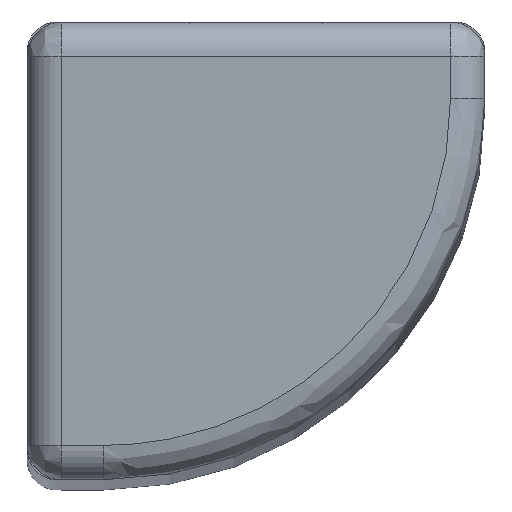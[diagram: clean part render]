
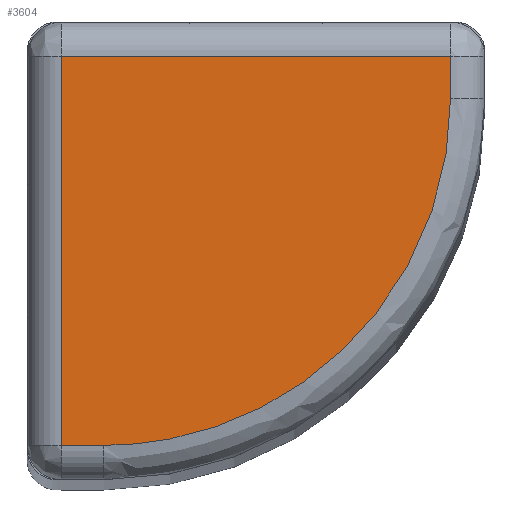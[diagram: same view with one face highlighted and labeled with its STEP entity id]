
A CAD part, top view. The second image highlights one B-rep face of the part: STEP entity #3604.
In plain terms, the highlighted planar face has unit normal (0, 0, 1).
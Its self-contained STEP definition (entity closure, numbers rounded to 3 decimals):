
#681 = CYLINDRICAL_SURFACE('',#682,3.);
#682 = AXIS2_PLACEMENT_3D('',#683,#684,#685);
#683 = CARTESIAN_POINT('',(17.,-17.,1.));
#684 = DIRECTION('',(0.,1.,0.));
#685 = DIRECTION('',(1.,0.,-0.));
#1062 = CYLINDRICAL_SURFACE('',#1063,3.);
#1063 = AXIS2_PLACEMENT_3D('',#1064,#1065,#1066);
#1064 = CARTESIAN_POINT('',(17.,17.,1.));
#1065 = DIRECTION('',(-1.,0.,0.));
#1066 = DIRECTION('',(0.,1.,0.));
#1215 = VERTEX_POINT('',#1216);
#1216 = CARTESIAN_POINT('',(17.,17.,4.));
#1871 = VERTEX_POINT('',#1872);
#1872 = CARTESIAN_POINT('',(17.,-17.,4.));
#1918 = EDGE_CURVE('',#1215,#1871,#1919,.T.);
#1919 = SURFACE_CURVE('',#1920,(#1924,#1931),.PCURVE_S1.);
#1920 = LINE('',#1921,#1922);
#1921 = CARTESIAN_POINT('',(17.,-17.,4.));
#1922 = VECTOR('',#1923,1.);
#1923 = DIRECTION('',(0.,-1.,-0.));
#1924 = PCURVE('',#681,#1925);
#1925 = DEFINITIONAL_REPRESENTATION('',(#1926),#1930);
#1926 = LINE('',#1927,#1928);
#1927 = CARTESIAN_POINT('',(4.712,0.));
#1928 = VECTOR('',#1929,1.);
#1929 = DIRECTION('',(0.,-1.));
#1930 = ( GEOMETRIC_REPRESENTATION_CONTEXT(2) 
PARAMETRIC_REPRESENTATION_CONTEXT() REPRESENTATION_CONTEXT('2D SPACE',''
  ) );
#1931 = PCURVE('',#1932,#1937);
#1932 = PLANE('',#1933);
#1933 = AXIS2_PLACEMENT_3D('',#1934,#1935,#1936);
#1934 = CARTESIAN_POINT('',(2.548,-2.548,4.));
#1935 = DIRECTION('',(0.,0.,1.));
#1936 = DIRECTION('',(0.,-1.,0.));
#1937 = DEFINITIONAL_REPRESENTATION('',(#1938),#1942);
#1938 = LINE('',#1939,#1940);
#1939 = CARTESIAN_POINT('',(14.452,14.452));
#1940 = VECTOR('',#1941,1.);
#1941 = DIRECTION('',(1.,0.));
#1942 = ( GEOMETRIC_REPRESENTATION_CONTEXT(2) 
PARAMETRIC_REPRESENTATION_CONTEXT() REPRESENTATION_CONTEXT('2D SPACE',''
  ) );
#2585 = ( BOUNDED_SURFACE() B_SPLINE_SURFACE(3,3,(
    (#2586,#2587,#2588,#2589)
    ,(#2590,#2591,#2592,#2593)
    ,(#2594,#2595,#2596,#2597)
    ,(#2598,#2599,#2600,#2601
)),.UNSPECIFIED.,.F.,.F.,.F.) B_SPLINE_SURFACE_WITH_KNOTS((4,4),(4,4),(
    0.,1.),(0.,1.),.PIECEWISE_BEZIER_KNOTS.) 
GEOMETRIC_REPRESENTATION_ITEM() RATIONAL_B_SPLINE_SURFACE((
    (1.,0.805,0.805,1.)
    ,(0.805,0.648,0.648,0.805)
    ,(0.805,0.648,0.648,0.805)
,(1.,0.805,0.805,1.
))) REPRESENTATION_ITEM('') SURFACE() );
#2586 = CARTESIAN_POINT('',(-20.,-13.3,1.));
#2587 = CARTESIAN_POINT('',(-20.,6.207,1.));
#2588 = CARTESIAN_POINT('',(-6.207,20.,1.));
#2589 = CARTESIAN_POINT('',(13.3,20.,1.));
#2590 = CARTESIAN_POINT('',(-20.,-13.3,2.757));
#2591 = CARTESIAN_POINT('',(-20.,6.207,2.757));
#2592 = CARTESIAN_POINT('',(-6.207,20.,2.757));
#2593 = CARTESIAN_POINT('',(13.3,20.,2.757));
#2594 = CARTESIAN_POINT('',(-18.757,-13.3,4.));
#2595 = CARTESIAN_POINT('',(-18.757,5.479,4.));
#2596 = CARTESIAN_POINT('',(-5.479,18.757,4.));
#2597 = CARTESIAN_POINT('',(13.3,18.757,4.));
#2598 = CARTESIAN_POINT('',(-17.,-13.3,4.));
#2599 = CARTESIAN_POINT('',(-17.,4.449,4.));
#2600 = CARTESIAN_POINT('',(-4.449,17.,4.));
#2601 = CARTESIAN_POINT('',(13.3,17.,4.));
#2638 = VERTEX_POINT('',#2639);
#2639 = CARTESIAN_POINT('',(13.3,17.,4.));
#2683 = EDGE_CURVE('',#2638,#1215,#2684,.T.);
#2684 = SURFACE_CURVE('',#2685,(#2689,#2696),.PCURVE_S1.);
#2685 = LINE('',#2686,#2687);
#2686 = CARTESIAN_POINT('',(17.,17.,4.));
#2687 = VECTOR('',#2688,1.);
#2688 = DIRECTION('',(1.,0.,0.));
#2689 = PCURVE('',#1062,#2690);
#2690 = DEFINITIONAL_REPRESENTATION('',(#2691),#2695);
#2691 = LINE('',#2692,#2693);
#2692 = CARTESIAN_POINT('',(4.712,0.));
#2693 = VECTOR('',#2694,1.);
#2694 = DIRECTION('',(0.,-1.));
#2695 = ( GEOMETRIC_REPRESENTATION_CONTEXT(2) 
PARAMETRIC_REPRESENTATION_CONTEXT() REPRESENTATION_CONTEXT('2D SPACE',''
  ) );
#2696 = PCURVE('',#1932,#2697);
#2697 = DEFINITIONAL_REPRESENTATION('',(#2698),#2702);
#2698 = LINE('',#2699,#2700);
#2699 = CARTESIAN_POINT('',(-19.548,14.452));
#2700 = VECTOR('',#2701,1.);
#2701 = DIRECTION('',(0.,1.));
#2702 = ( GEOMETRIC_REPRESENTATION_CONTEXT(2) 
PARAMETRIC_REPRESENTATION_CONTEXT() REPRESENTATION_CONTEXT('2D SPACE',''
  ) );
#3268 = CYLINDRICAL_SURFACE('',#3269,3.);
#3269 = AXIS2_PLACEMENT_3D('',#3270,#3271,#3272);
#3270 = CARTESIAN_POINT('',(-17.,-17.,1.));
#3271 = DIRECTION('',(1.,0.,0.));
#3272 = DIRECTION('',(0.,-1.,-0.));
#3604 = ADVANCED_FACE('',(#3605),#1932,.T.);
#3605 = FACE_BOUND('',#3606,.T.);
#3606 = EDGE_LOOP('',(#3607,#3608,#3633,#3661,#3682));
#3607 = ORIENTED_EDGE('',*,*,#2683,.F.);
#3608 = ORIENTED_EDGE('',*,*,#3609,.F.);
#3609 = EDGE_CURVE('',#3610,#2638,#3612,.T.);
#3610 = VERTEX_POINT('',#3611);
#3611 = CARTESIAN_POINT('',(-17.,-13.3,4.));
#3612 = SURFACE_CURVE('',#3613,(#3618,#3626),.PCURVE_S1.);
#3613 = ( BOUNDED_CURVE() B_SPLINE_CURVE(3,(#3614,#3615,#3616,#3617),
.UNSPECIFIED.,.F.,.F.) B_SPLINE_CURVE_WITH_KNOTS((4,4),(0.,1.),
.PIECEWISE_BEZIER_KNOTS.) CURVE() GEOMETRIC_REPRESENTATION_ITEM() 
RATIONAL_B_SPLINE_CURVE((1.,0.805,0.805,1.)) 
REPRESENTATION_ITEM('') );
#3614 = CARTESIAN_POINT('',(-17.,-13.3,4.));
#3615 = CARTESIAN_POINT('',(-17.,4.449,4.));
#3616 = CARTESIAN_POINT('',(-4.449,17.,4.));
#3617 = CARTESIAN_POINT('',(13.3,17.,4.));
#3618 = PCURVE('',#1932,#3619);
#3619 = DEFINITIONAL_REPRESENTATION('',(#3620),#3625);
#3620 = ( BOUNDED_CURVE() B_SPLINE_CURVE(3,(#3621,#3622,#3623,#3624),
.UNSPECIFIED.,.F.,.F.) B_SPLINE_CURVE_WITH_KNOTS((4,4),(0.,1.),
.PIECEWISE_BEZIER_KNOTS.) CURVE() GEOMETRIC_REPRESENTATION_ITEM() 
RATIONAL_B_SPLINE_CURVE((1.,0.805,0.805,1.)) 
REPRESENTATION_ITEM('') );
#3621 = CARTESIAN_POINT('',(10.752,-19.548));
#3622 = CARTESIAN_POINT('',(-6.998,-19.548));
#3623 = CARTESIAN_POINT('',(-19.548,-6.998));
#3624 = CARTESIAN_POINT('',(-19.548,10.752));
#3625 = ( GEOMETRIC_REPRESENTATION_CONTEXT(2) 
PARAMETRIC_REPRESENTATION_CONTEXT() REPRESENTATION_CONTEXT('2D SPACE',''
  ) );
#3626 = PCURVE('',#2585,#3627);
#3627 = DEFINITIONAL_REPRESENTATION('',(#3628),#3632);
#3628 = LINE('',#3629,#3630);
#3629 = CARTESIAN_POINT('',(1.,0.));
#3630 = VECTOR('',#3631,1.);
#3631 = DIRECTION('',(0.,1.));
#3632 = ( GEOMETRIC_REPRESENTATION_CONTEXT(2) 
PARAMETRIC_REPRESENTATION_CONTEXT() REPRESENTATION_CONTEXT('2D SPACE',''
  ) );
#3633 = ORIENTED_EDGE('',*,*,#3634,.F.);
#3634 = EDGE_CURVE('',#3635,#3610,#3637,.T.);
#3635 = VERTEX_POINT('',#3636);
#3636 = CARTESIAN_POINT('',(-17.,-17.,4.));
#3637 = SURFACE_CURVE('',#3638,(#3642,#3649),.PCURVE_S1.);
#3638 = LINE('',#3639,#3640);
#3639 = CARTESIAN_POINT('',(-17.,-17.,4.));
#3640 = VECTOR('',#3641,1.);
#3641 = DIRECTION('',(0.,1.,0.));
#3642 = PCURVE('',#1932,#3643);
#3643 = DEFINITIONAL_REPRESENTATION('',(#3644),#3648);
#3644 = LINE('',#3645,#3646);
#3645 = CARTESIAN_POINT('',(14.452,-19.548));
#3646 = VECTOR('',#3647,1.);
#3647 = DIRECTION('',(-1.,0.));
#3648 = ( GEOMETRIC_REPRESENTATION_CONTEXT(2) 
PARAMETRIC_REPRESENTATION_CONTEXT() REPRESENTATION_CONTEXT('2D SPACE',''
  ) );
#3649 = PCURVE('',#3650,#3655);
#3650 = CYLINDRICAL_SURFACE('',#3651,3.);
#3651 = AXIS2_PLACEMENT_3D('',#3652,#3653,#3654);
#3652 = CARTESIAN_POINT('',(-17.,-17.,1.));
#3653 = DIRECTION('',(0.,1.,0.));
#3654 = DIRECTION('',(1.,0.,-0.));
#3655 = DEFINITIONAL_REPRESENTATION('',(#3656),#3660);
#3656 = LINE('',#3657,#3658);
#3657 = CARTESIAN_POINT('',(4.712,0.));
#3658 = VECTOR('',#3659,1.);
#3659 = DIRECTION('',(0.,1.));
#3660 = ( GEOMETRIC_REPRESENTATION_CONTEXT(2) 
PARAMETRIC_REPRESENTATION_CONTEXT() REPRESENTATION_CONTEXT('2D SPACE',''
  ) );
#3661 = ORIENTED_EDGE('',*,*,#3662,.F.);
#3662 = EDGE_CURVE('',#1871,#3635,#3663,.T.);
#3663 = SURFACE_CURVE('',#3664,(#3668,#3675),.PCURVE_S1.);
#3664 = LINE('',#3665,#3666);
#3665 = CARTESIAN_POINT('',(-17.,-17.,4.));
#3666 = VECTOR('',#3667,1.);
#3667 = DIRECTION('',(-1.,0.,0.));
#3668 = PCURVE('',#1932,#3669);
#3669 = DEFINITIONAL_REPRESENTATION('',(#3670),#3674);
#3670 = LINE('',#3671,#3672);
#3671 = CARTESIAN_POINT('',(14.452,-19.548));
#3672 = VECTOR('',#3673,1.);
#3673 = DIRECTION('',(0.,-1.));
#3674 = ( GEOMETRIC_REPRESENTATION_CONTEXT(2) 
PARAMETRIC_REPRESENTATION_CONTEXT() REPRESENTATION_CONTEXT('2D SPACE',''
  ) );
#3675 = PCURVE('',#3268,#3676);
#3676 = DEFINITIONAL_REPRESENTATION('',(#3677),#3681);
#3677 = LINE('',#3678,#3679);
#3678 = CARTESIAN_POINT('',(4.712,0.));
#3679 = VECTOR('',#3680,1.);
#3680 = DIRECTION('',(0.,-1.));
#3681 = ( GEOMETRIC_REPRESENTATION_CONTEXT(2) 
PARAMETRIC_REPRESENTATION_CONTEXT() REPRESENTATION_CONTEXT('2D SPACE',''
  ) );
#3682 = ORIENTED_EDGE('',*,*,#1918,.F.);
